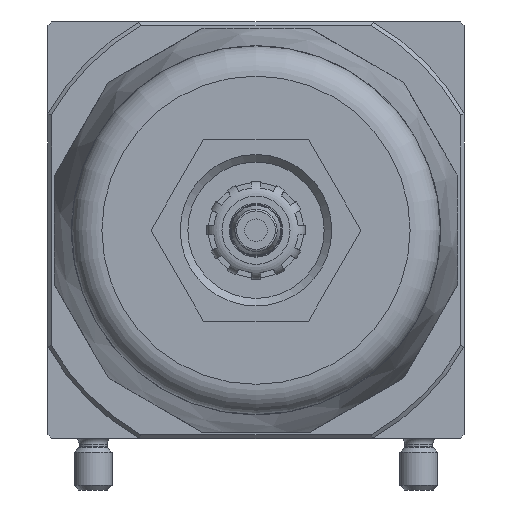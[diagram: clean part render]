
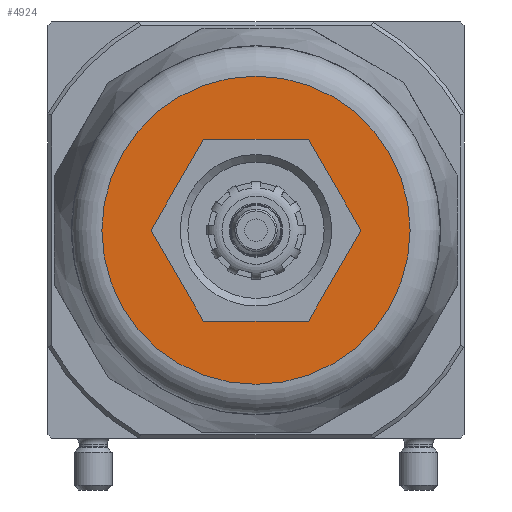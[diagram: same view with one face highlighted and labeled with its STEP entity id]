
A CAD part, front view. The second image highlights one B-rep face of the part: STEP entity #4924.
In plain terms, the highlighted planar face has unit normal (0, -1, 0).
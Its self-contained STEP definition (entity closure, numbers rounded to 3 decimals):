
#163=LINE('',#7172,#429);
#164=LINE('',#7175,#430);
#165=LINE('',#7177,#431);
#166=LINE('',#7179,#432);
#167=LINE('',#7181,#433);
#168=LINE('',#7183,#434);
#429=VECTOR('',#5699,1000.);
#430=VECTOR('',#5700,1000.);
#431=VECTOR('',#5701,1000.);
#432=VECTOR('',#5702,1000.);
#433=VECTOR('',#5703,1000.);
#434=VECTOR('',#5704,1000.);
#669=PLANE('',#5194);
#1085=ORIENTED_EDGE('',*,*,#2142,.T.);
#1086=ORIENTED_EDGE('',*,*,#2143,.T.);
#1087=ORIENTED_EDGE('',*,*,#2144,.T.);
#1088=ORIENTED_EDGE('',*,*,#2145,.T.);
#1089=ORIENTED_EDGE('',*,*,#2146,.T.);
#1090=ORIENTED_EDGE('',*,*,#2147,.T.);
#1091=ORIENTED_EDGE('',*,*,#2148,.T.);
#2142=EDGE_CURVE('',#2671,#2671,#2987,.T.);
#2143=EDGE_CURVE('',#2672,#2673,#163,.T.);
#2144=EDGE_CURVE('',#2673,#2674,#164,.T.);
#2145=EDGE_CURVE('',#2674,#2675,#165,.T.);
#2146=EDGE_CURVE('',#2675,#2676,#166,.T.);
#2147=EDGE_CURVE('',#2676,#2677,#167,.T.);
#2148=EDGE_CURVE('',#2677,#2672,#168,.T.);
#2671=VERTEX_POINT('',#7170);
#2672=VERTEX_POINT('',#7173);
#2673=VERTEX_POINT('',#7174);
#2674=VERTEX_POINT('',#7176);
#2675=VERTEX_POINT('',#7178);
#2676=VERTEX_POINT('',#7180);
#2677=VERTEX_POINT('',#7182);
#2987=CIRCLE('',#5193,20.35);
#3180=EDGE_LOOP('',(#1085));
#3181=EDGE_LOOP('',(#1086,#1087,#1088,#1089,#1090,#1091));
#3484=FACE_BOUND('',#3180,.T.);
#3485=FACE_BOUND('',#3181,.T.);
#4924=ADVANCED_FACE('',(#3484,#3485),#669,.F.);
#5193=AXIS2_PLACEMENT_3D('',#7169,#5695,#5696);
#5194=AXIS2_PLACEMENT_3D('',#7171,#5697,#5698);
#5695=DIRECTION('',(0.,-1.,0.));
#5696=DIRECTION('',(0.,0.,-1.));
#5697=DIRECTION('',(0.,1.,0.));
#5698=DIRECTION('',(0.,0.,1.));
#5699=DIRECTION('',(0.,0.,1.));
#5700=DIRECTION('',(0.866,0.,0.5));
#5701=DIRECTION('',(0.866,0.,-0.5));
#5702=DIRECTION('',(0.,0.,-1.));
#5703=DIRECTION('',(-0.866,0.,-0.5));
#5704=DIRECTION('',(-0.866,0.,0.5));
#7169=CARTESIAN_POINT('',(0.,-145.7,0.));
#7170=CARTESIAN_POINT('',(0.,-145.7,-20.35));
#7171=CARTESIAN_POINT('',(20.35,-145.7,0.));
#7172=CARTESIAN_POINT('',(-12.,-145.7,-6.928));
#7173=CARTESIAN_POINT('',(-12.,-145.7,-6.928));
#7174=CARTESIAN_POINT('',(-12.,-145.7,6.928));
#7175=CARTESIAN_POINT('',(-12.,-145.7,6.928));
#7176=CARTESIAN_POINT('',(0.,-145.7,13.856));
#7177=CARTESIAN_POINT('',(0.,-145.7,13.856));
#7178=CARTESIAN_POINT('',(12.,-145.7,6.928));
#7179=CARTESIAN_POINT('',(12.,-145.7,6.928));
#7180=CARTESIAN_POINT('',(12.,-145.7,-6.928));
#7181=CARTESIAN_POINT('',(12.,-145.7,-6.928));
#7182=CARTESIAN_POINT('',(0.,-145.7,-13.856));
#7183=CARTESIAN_POINT('',(0.,-145.7,-13.856));
